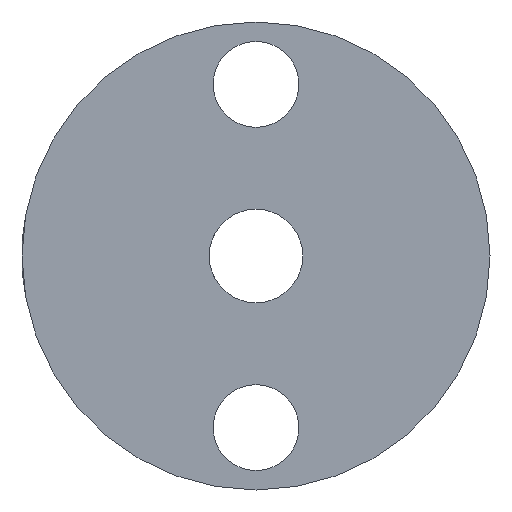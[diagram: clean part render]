
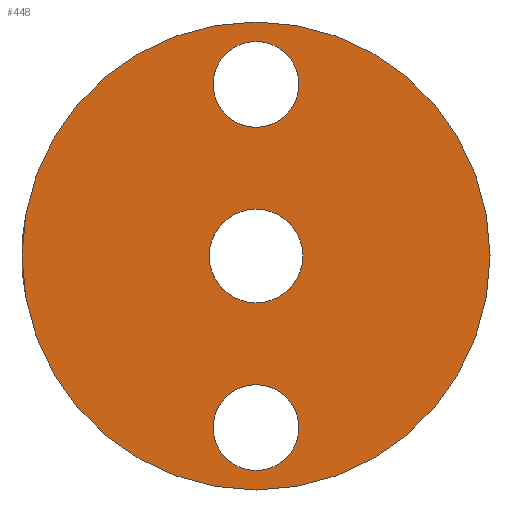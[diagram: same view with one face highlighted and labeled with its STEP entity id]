
A CAD part, front view. The second image highlights one B-rep face of the part: STEP entity #448.
In plain terms, the highlighted planar face has unit normal (0, -1, 0).
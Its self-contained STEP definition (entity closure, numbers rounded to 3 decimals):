
#12 = CARTESIAN_POINT ( 'NONE',  ( 0., 0., 11. ) ) ;
#16 = AXIS2_PLACEMENT_3D ( 'NONE', #170, #258, #213 ) ;
#23 = AXIS2_PLACEMENT_3D ( 'NONE', #162, #168, #294 ) ;
#35 = EDGE_LOOP ( 'NONE', ( #57, #440 ) ) ;
#40 = CIRCLE ( 'NONE', #402, 2.75 ) ;
#45 = DIRECTION ( 'NONE',  ( 0., 1., 0. ) ) ;
#57 = ORIENTED_EDGE ( 'NONE', *, *, #259, .T. ) ;
#68 = CIRCLE ( 'NONE', #194, 15. ) ;
#72 = CIRCLE ( 'NONE', #482, 3. ) ;
#99 = EDGE_LOOP ( 'NONE', ( #528, #464 ) ) ;
#104 = DIRECTION ( 'NONE',  ( 0., 0., 1. ) ) ;
#106 = VERTEX_POINT ( 'NONE', #507 ) ;
#107 = DIRECTION ( 'NONE',  ( 0., 1., 0. ) ) ;
#128 = VERTEX_POINT ( 'NONE', #466 ) ;
#130 = CARTESIAN_POINT ( 'NONE',  ( 0., 0., -13.75 ) ) ;
#133 = CARTESIAN_POINT ( 'NONE',  ( 0., 0., 8.25 ) ) ;
#138 = CARTESIAN_POINT ( 'NONE',  ( 0., 0., 0. ) ) ;
#140 = AXIS2_PLACEMENT_3D ( 'NONE', #12, #471, #515 ) ;
#143 = PLANE ( 'NONE',  #453 ) ;
#162 = CARTESIAN_POINT ( 'NONE',  ( 0., 0., 11. ) ) ;
#164 = AXIS2_PLACEMENT_3D ( 'NONE', #450, #107, #403 ) ;
#168 = DIRECTION ( 'NONE',  ( 0., 1., 0. ) ) ;
#170 = CARTESIAN_POINT ( 'NONE',  ( 0., 0., 0. ) ) ;
#175 = EDGE_CURVE ( 'NONE', #232, #350, #517, .T. ) ;
#176 = DIRECTION ( 'NONE',  ( 0., 0., 1. ) ) ;
#181 = DIRECTION ( 'NONE',  ( 0., 0., 1. ) ) ;
#188 = CARTESIAN_POINT ( 'NONE',  ( 0., 0., 3. ) ) ;
#191 = DIRECTION ( 'NONE',  ( 0., 1., 0. ) ) ;
#194 = AXIS2_PLACEMENT_3D ( 'NONE', #510, #45, #245 ) ;
#205 = CIRCLE ( 'NONE', #140, 2.75 ) ;
#206 = CARTESIAN_POINT ( 'NONE',  ( 0., 0., 13.75 ) ) ;
#212 = ORIENTED_EDGE ( 'NONE', *, *, #224, .F. ) ;
#213 = DIRECTION ( 'NONE',  ( 0., 0., 1. ) ) ;
#217 = DIRECTION ( 'NONE',  ( 0., 1., 0. ) ) ;
#222 = AXIS2_PLACEMENT_3D ( 'NONE', #303, #340, #384 ) ;
#224 = EDGE_CURVE ( 'NONE', #319, #106, #68, .T. ) ;
#232 = VERTEX_POINT ( 'NONE', #206 ) ;
#245 = DIRECTION ( 'NONE',  ( 0., 0., 1. ) ) ;
#252 = EDGE_CURVE ( 'NONE', #106, #319, #385, .T. ) ;
#256 = EDGE_CURVE ( 'NONE', #350, #232, #205, .T. ) ;
#257 = VERTEX_POINT ( 'NONE', #337 ) ;
#258 = DIRECTION ( 'NONE',  ( 0., 1., 0. ) ) ;
#259 = EDGE_CURVE ( 'NONE', #128, #468, #419, .T. ) ;
#283 = FACE_BOUND ( 'NONE', #99, .T. ) ;
#292 = CIRCLE ( 'NONE', #164, 2.75 ) ;
#293 = VERTEX_POINT ( 'NONE', #130 ) ;
#294 = DIRECTION ( 'NONE',  ( 0., 0., 1. ) ) ;
#295 = EDGE_CURVE ( 'NONE', #257, #293, #40, .T. ) ;
#303 = CARTESIAN_POINT ( 'NONE',  ( 0., 0., 0. ) ) ;
#319 = VERTEX_POINT ( 'NONE', #529 ) ;
#324 = EDGE_LOOP ( 'NONE', ( #362, #212 ) ) ;
#327 = EDGE_CURVE ( 'NONE', #468, #128, #72, .T. ) ;
#329 = FACE_BOUND ( 'NONE', #35, .T. ) ;
#336 = ORIENTED_EDGE ( 'NONE', *, *, #175, .T. ) ;
#337 = CARTESIAN_POINT ( 'NONE',  ( 0., 0., -8.25 ) ) ;
#340 = DIRECTION ( 'NONE',  ( 0., 1., 0. ) ) ;
#350 = VERTEX_POINT ( 'NONE', #133 ) ;
#362 = ORIENTED_EDGE ( 'NONE', *, *, #252, .F. ) ;
#370 = FACE_OUTER_BOUND ( 'NONE', #324, .T. ) ;
#384 = DIRECTION ( 'NONE',  ( 0., 0., 1. ) ) ;
#385 = CIRCLE ( 'NONE', #16, 15. ) ;
#402 = AXIS2_PLACEMENT_3D ( 'NONE', #476, #217, #176 ) ;
#403 = DIRECTION ( 'NONE',  ( 0., 0., 1. ) ) ;
#419 = CIRCLE ( 'NONE', #222, 3. ) ;
#438 = DIRECTION ( 'NONE',  ( 0., 1., 0. ) ) ;
#440 = ORIENTED_EDGE ( 'NONE', *, *, #327, .T. ) ;
#441 = ORIENTED_EDGE ( 'NONE', *, *, #256, .T. ) ;
#448 = ADVANCED_FACE ( 'NONE', ( #370, #329, #283, #489 ), #143, .F. ) ;
#450 = CARTESIAN_POINT ( 'NONE',  ( 0., 0., -11. ) ) ;
#453 = AXIS2_PLACEMENT_3D ( 'NONE', #530, #191, #104 ) ;
#464 = ORIENTED_EDGE ( 'NONE', *, *, #295, .T. ) ;
#466 = CARTESIAN_POINT ( 'NONE',  ( 0., 0., -3. ) ) ;
#468 = VERTEX_POINT ( 'NONE', #188 ) ;
#471 = DIRECTION ( 'NONE',  ( 0., 1., 0. ) ) ;
#476 = CARTESIAN_POINT ( 'NONE',  ( 0., 0., -11. ) ) ;
#482 = AXIS2_PLACEMENT_3D ( 'NONE', #138, #438, #181 ) ;
#489 = FACE_BOUND ( 'NONE', #523, .T. ) ;
#507 = CARTESIAN_POINT ( 'NONE',  ( 0., 0., -15. ) ) ;
#510 = CARTESIAN_POINT ( 'NONE',  ( 0., 0., 0. ) ) ;
#515 = DIRECTION ( 'NONE',  ( 0., 0., 1. ) ) ;
#517 = CIRCLE ( 'NONE', #23, 2.75 ) ;
#523 = EDGE_LOOP ( 'NONE', ( #441, #336 ) ) ;
#528 = ORIENTED_EDGE ( 'NONE', *, *, #542, .T. ) ;
#529 = CARTESIAN_POINT ( 'NONE',  ( 0., 0., 15. ) ) ;
#530 = CARTESIAN_POINT ( 'NONE',  ( 0., 0., 0. ) ) ;
#542 = EDGE_CURVE ( 'NONE', #293, #257, #292, .T. ) ;
